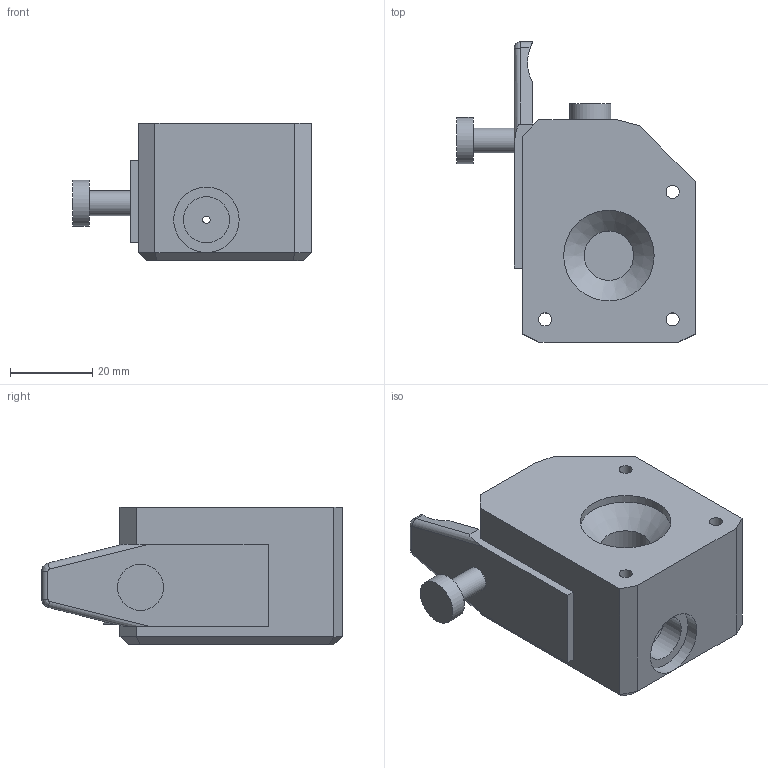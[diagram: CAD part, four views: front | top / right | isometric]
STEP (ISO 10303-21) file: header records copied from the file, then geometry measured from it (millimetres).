
FILE_DESCRIPTION(/* description */ ('','CAx-IF Rec.Pracs.---Representation and Presentation of Product Manufacturing Information (PMI)---3.8---2014-02-18'),/* implementation_level */ '2;1');
FILE_NAME(/* name */ 'bondetech-extruder-simple-right-v.stp',/* time_stamp */ '2019-06-06T07:53:52+02:00',/* author */ ('bronislav.skyba'),/* organization */ (''),/* preprocessor_version */ 'ST-DEVELOPER v16.1',/* originating_system */ 'Autodesk Inventor 2016',/* authorisation */ '');
FILE_SCHEMA (('AP242_MANAGED_MODEL_BASED_3D_ENGINEERING_MIM_LF { 1 0 10303 442 1 1 4 }'));
Length unit declared in the file: millimetre
Products named in the file (1): 300R03-901-21
Bounding box: 58 x 73 x 33.5 mm (x, y, z)
Volume: 69057.5 mm3; surface area: 14179.2 mm2
Topology: 1 solids, 1 shells, 65 faces, 144 edges, 92 vertices
Faces by surface type: plane 40, cylinder 22, bspline 2, cone 1
Full cylindrical faces by diameter (mm): 1.8 x1, 3.2 x3, 4.2 x1, 5.9 x3, 6 x1, 10 x1, 11.2 x2, 12 x1, 15.9 x2, 22 x1
Entity records: 1738 total; most frequent: CARTESIAN_POINT 313, DIRECTION 296, ORIENTED_EDGE 248, EDGE_CURVE 124, AXIS2_PLACEMENT_3D 110, EDGE_LOOP 101, VERTEX_POINT 89, LINE 76
